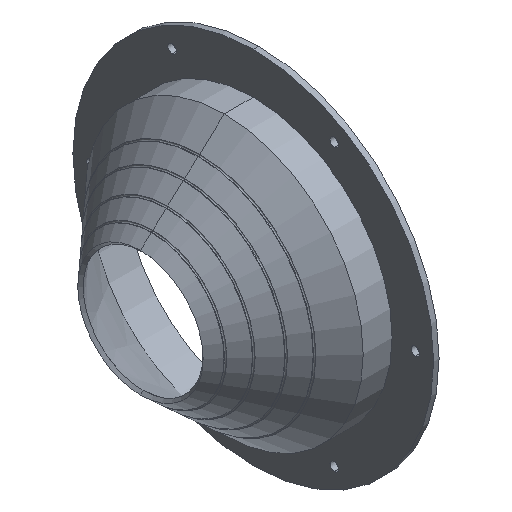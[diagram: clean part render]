
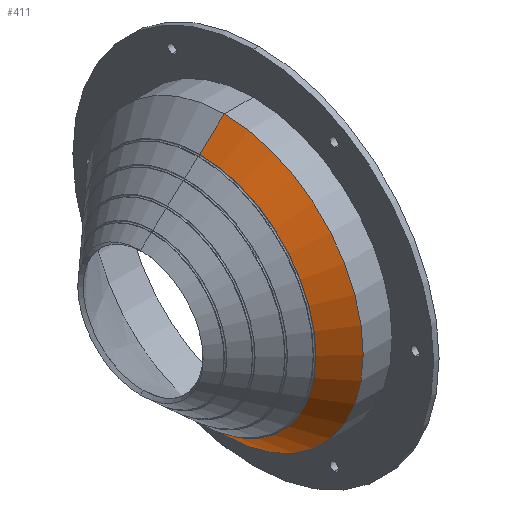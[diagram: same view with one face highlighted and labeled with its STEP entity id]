
A CAD part, isometric view. The second image highlights one B-rep face of the part: STEP entity #411.
In plain terms, the highlighted conical face has half-angle 42.247 degrees and reference radius 72 mm.
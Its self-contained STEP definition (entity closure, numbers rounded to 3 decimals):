
#79 = VERTEX_POINT ( 'NONE', #553 ) ;
#84 = VERTEX_POINT ( 'NONE', #497 ) ;
#85 = VERTEX_POINT ( 'NONE', #491 ) ;
#91 = VERTEX_POINT ( 'NONE', #748 ) ;
#153 = AXIS2_PLACEMENT_3D ( 'NONE', #548, #545, #541 ) ;
#208 = AXIS2_PLACEMENT_3D ( 'NONE', #1087, #1090, #1091 ) ;
#238 = FACE_OUTER_BOUND ( 'NONE', #776, .T. ) ;
#294 = EDGE_CURVE ( 'NONE', #91, #85, #1231, .T. ) ;
#297 = EDGE_CURVE ( 'NONE', #85, #79, #1227, .T. ) ;
#299 = EDGE_CURVE ( 'NONE', #91, #84, #1220, .T. ) ;
#316 = CIRCLE ( 'NONE', #343, 72. ) ;
#343 = AXIS2_PLACEMENT_3D ( 'NONE', #955, #954, #953 ) ;
#411 = ADVANCED_FACE ( 'NONE', ( #238 ), #1138, .T. ) ;
#491 = CARTESIAN_POINT ( 'NONE',  ( -17.842, 0., 60.336 ) ) ;
#497 = CARTESIAN_POINT ( 'NONE',  ( -5., 0., -72. ) ) ;
#525 = CARTESIAN_POINT ( 'NONE',  ( -5., 0., -72. ) ) ;
#527 = DIRECTION ( 'NONE',  ( 0.74, 0., -0.672 ) ) ;
#540 = DIRECTION ( 'NONE',  ( 0.74, 0., 0.672 ) ) ;
#541 = DIRECTION ( 'NONE',  ( 0., 0., 1. ) ) ;
#545 = DIRECTION ( 'NONE',  ( -1., 0., 0. ) ) ;
#548 = CARTESIAN_POINT ( 'NONE',  ( -17.842, 0., 0. ) ) ;
#553 = CARTESIAN_POINT ( 'NONE',  ( -5., 0., 72. ) ) ;
#561 = CARTESIAN_POINT ( 'NONE',  ( -5., 0., 72. ) ) ;
#748 = CARTESIAN_POINT ( 'NONE',  ( -17.842, 0., -60.336 ) ) ;
#776 = EDGE_LOOP ( 'NONE', ( #1371, #1372, #1373, #1374 ) ) ;
#953 = DIRECTION ( 'NONE',  ( 0., 0., 1. ) ) ;
#954 = DIRECTION ( 'NONE',  ( -1., 0., 0. ) ) ;
#955 = CARTESIAN_POINT ( 'NONE',  ( -5., 0., 0. ) ) ;
#1087 = CARTESIAN_POINT ( 'NONE',  ( -5., 0., 0. ) ) ;
#1090 = DIRECTION ( 'NONE',  ( 1., 0., 0. ) ) ;
#1091 = DIRECTION ( 'NONE',  ( 0., 0., -1. ) ) ;
#1138 = CONICAL_SURFACE ( 'NONE', #208, 72., 0.737 ) ;
#1208 = VECTOR ( 'NONE', #527, 1000. ) ;
#1220 = LINE ( 'NONE', #525, #1208 ) ;
#1221 = VECTOR ( 'NONE', #540, 1000. ) ;
#1227 = LINE ( 'NONE', #561, #1221 ) ;
#1231 = CIRCLE ( 'NONE', #153, 60.336 ) ;
#1302 = EDGE_CURVE ( 'NONE', #84, #79, #316, .T. ) ;
#1371 = ORIENTED_EDGE ( 'NONE', *, *, #297, .F. ) ;
#1372 = ORIENTED_EDGE ( 'NONE', *, *, #294, .F. ) ;
#1373 = ORIENTED_EDGE ( 'NONE', *, *, #299, .T. ) ;
#1374 = ORIENTED_EDGE ( 'NONE', *, *, #1302, .T. ) ;
